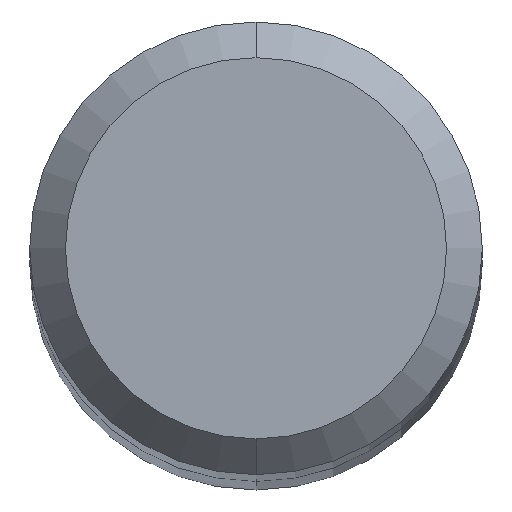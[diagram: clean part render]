
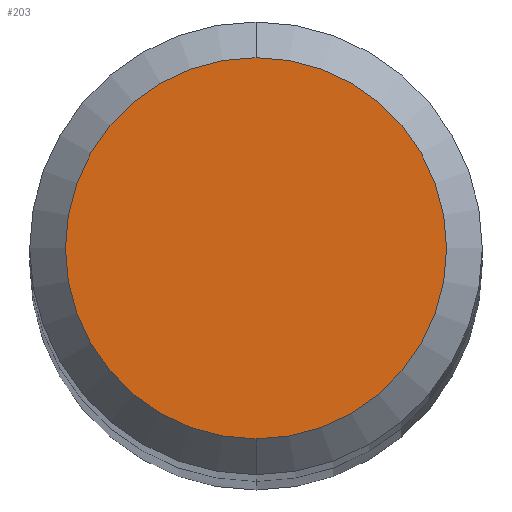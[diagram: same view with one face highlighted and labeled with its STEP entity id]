
A CAD part, top view. The second image highlights one B-rep face of the part: STEP entity #203.
In plain terms, the highlighted planar face has unit normal (0, 0, 1).
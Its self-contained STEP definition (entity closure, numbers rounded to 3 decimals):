
#193=EDGE_CURVE('',#377,#211,#456,.T.);
#203=ADVANCED_FACE('',(#467),#468,.T.);
#211=VERTEX_POINT('',#477);
#365=EDGE_CURVE('',#211,#377,#648,.T.);
#377=VERTEX_POINT('',#660);
#456=CIRCLE('',#848,1.6);
#467=FACE_OUTER_BOUND('',#859,.T.);
#468=PLANE('',#860);
#477=CARTESIAN_POINT('',(0.,-1.6,30.0));
#648=CIRCLE('',#1189,1.6);
#660=CARTESIAN_POINT('',(0.0,1.6,30.0));
#848=AXIS2_PLACEMENT_3D('',#1343,#1344,#1345);
#859=EDGE_LOOP('',(#1355,#1356));
#860=AXIS2_PLACEMENT_3D('',#1357,#1358,#1359);
#1189=AXIS2_PLACEMENT_3D('',#1569,#1570,#1571);
#1343=CARTESIAN_POINT('',(0.0,0.0,30.0));
#1344=DIRECTION('',(0.0,0.0,-1.0));
#1345=DIRECTION('',(0.0,1.0,0.0));
#1355=ORIENTED_EDGE('',*,*,#193,.F.);
#1356=ORIENTED_EDGE('',*,*,#365,.F.);
#1357=CARTESIAN_POINT('',(0.0,0.8,30.0));
#1358=DIRECTION('',(-0.0,0.0,1.0));
#1359=DIRECTION('',(0.0,-1.0,0.0));
#1569=CARTESIAN_POINT('',(0.0,0.0,30.0));
#1570=DIRECTION('',(0.0,0.0,-1.0));
#1571=DIRECTION('',(0.0,1.0,0.0));
